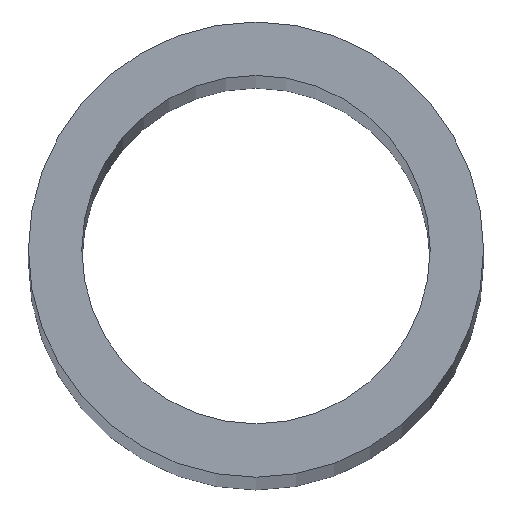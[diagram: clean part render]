
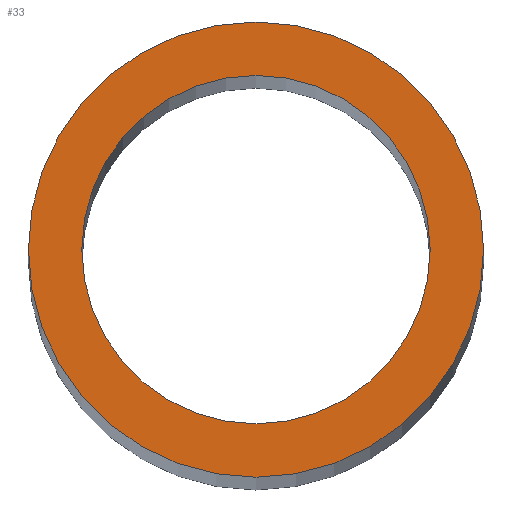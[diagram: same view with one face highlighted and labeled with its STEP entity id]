
A CAD part, top view. The second image highlights one B-rep face of the part: STEP entity #33.
In plain terms, the highlighted planar face has unit normal (0, 0, 1).
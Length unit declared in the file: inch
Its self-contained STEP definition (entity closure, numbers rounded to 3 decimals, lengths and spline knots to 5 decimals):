
#11 = VERTEX_POINT ( 'NONE', #251 ) ;
#12 = FACE_BOUND ( 'NONE', #301, .T. ) ;
#19 = ORIENTED_EDGE ( 'NONE', *, *, #111, .F. ) ;
#21 = ORIENTED_EDGE ( 'NONE', *, *, #113, .F. ) ;
#23 = ORIENTED_EDGE ( 'NONE', *, *, #61, .T. ) ;
#27 = AXIS2_PLACEMENT_3D ( 'NONE', #295, #299, #296 ) ;
#33 = ADVANCED_FACE ( 'NONE', ( #89, #12 ), #124, .T. ) ;
#46 = CIRCLE ( 'NONE', #27, 0.375 ) ;
#51 = CARTESIAN_POINT ( 'NONE',  ( 0.49, 0., 7.87 ) ) ;
#56 = CIRCLE ( 'NONE', #88, 0.49 ) ;
#61 = EDGE_CURVE ( 'NONE', #85, #83, #168, .T. ) ;
#65 = AXIS2_PLACEMENT_3D ( 'NONE', #307, #300, #306 ) ;
#81 = CARTESIAN_POINT ( 'NONE',  ( 0., 0., 7.87 ) ) ;
#83 = VERTEX_POINT ( 'NONE', #314 ) ;
#85 = VERTEX_POINT ( 'NONE', #51 ) ;
#88 = AXIS2_PLACEMENT_3D ( 'NONE', #297, #292, #294 ) ;
#89 = FACE_OUTER_BOUND ( 'NONE', #232, .T. ) ;
#107 = AXIS2_PLACEMENT_3D ( 'NONE', #81, #183, #211 ) ;
#110 = AXIS2_PLACEMENT_3D ( 'NONE', #216, #229, #150 ) ;
#111 = EDGE_CURVE ( 'NONE', #11, #139, #161, .T. ) ;
#113 = EDGE_CURVE ( 'NONE', #139, #11, #46, .T. ) ;
#114 = EDGE_CURVE ( 'NONE', #83, #85, #56, .T. ) ;
#124 = PLANE ( 'NONE',  #110 ) ;
#139 = VERTEX_POINT ( 'NONE', #302 ) ;
#143 = ORIENTED_EDGE ( 'NONE', *, *, #114, .T. ) ;
#150 = DIRECTION ( 'NONE',  ( 1., 0., 0. ) ) ;
#161 = CIRCLE ( 'NONE', #65, 0.375 ) ;
#168 = CIRCLE ( 'NONE', #107, 0.49 ) ;
#183 = DIRECTION ( 'NONE',  ( 0., 0., 1. ) ) ;
#211 = DIRECTION ( 'NONE',  ( 1., 0., 0. ) ) ;
#216 = CARTESIAN_POINT ( 'NONE',  ( 0., 0., 7.87 ) ) ;
#229 = DIRECTION ( 'NONE',  ( 0., 0., 1. ) ) ;
#232 = EDGE_LOOP ( 'NONE', ( #143, #23 ) ) ;
#251 = CARTESIAN_POINT ( 'NONE',  ( 0.375, 0., 7.87 ) ) ;
#292 = DIRECTION ( 'NONE',  ( 0., 0., 1. ) ) ;
#294 = DIRECTION ( 'NONE',  ( 1., 0., 0. ) ) ;
#295 = CARTESIAN_POINT ( 'NONE',  ( 0., 0., 7.87 ) ) ;
#296 = DIRECTION ( 'NONE',  ( 1., 0., 0. ) ) ;
#297 = CARTESIAN_POINT ( 'NONE',  ( 0., 0., 7.87 ) ) ;
#299 = DIRECTION ( 'NONE',  ( 0., 0., 1. ) ) ;
#300 = DIRECTION ( 'NONE',  ( 0., 0., 1. ) ) ;
#301 = EDGE_LOOP ( 'NONE', ( #21, #19 ) ) ;
#302 = CARTESIAN_POINT ( 'NONE',  ( -0.375, 0., 7.87 ) ) ;
#306 = DIRECTION ( 'NONE',  ( 1., 0., 0. ) ) ;
#307 = CARTESIAN_POINT ( 'NONE',  ( 0., 0., 7.87 ) ) ;
#314 = CARTESIAN_POINT ( 'NONE',  ( -0.49, 0., 7.87 ) ) ;
